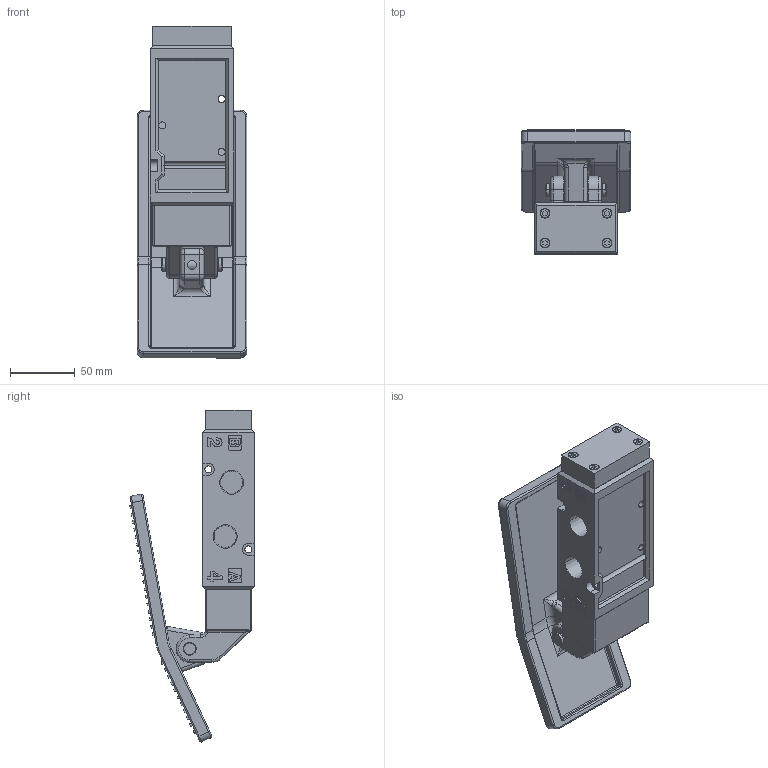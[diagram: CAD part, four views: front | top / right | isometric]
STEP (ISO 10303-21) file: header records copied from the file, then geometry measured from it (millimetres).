
FILE_DESCRIPTION (( 'STEP AP203' ), '1' );
FILE_NAME ('FT630-D.STEP', '2016-01-13T00:31:09', ( 'yrd8' ), ( 'Hewlett-Packard Company' ), 'SwSTEP 2.0', 'SolidWorks 2008', '' );
FILE_SCHEMA (( 'CONFIG_CONTROL_DESIGN' ));
Length unit declared in the file: millimetre
Products named in the file (6): FT630-D; FT6000 Body_晦獄 撲薑; FT7000 Cap_晦獄 撲薑; FT7000 bracket_晦獄 撲薑; FT7000 Shaft_晦獄 撲薑; Foot Penal_晦獄 撲薑
Assembly tree (5 placements, depth 2):
  FT630-D
    FT6000 Body_晦獄 撲薑
    FT7000 bracket_晦獄 撲薑
    Foot Penal_晦獄 撲薑
    FT7000 Cap_晦獄 撲薑
    FT7000 Shaft_晦獄 撲薑
Bounding box: 85 x 96.37 x 257.2 mm (x, y, z)
Volume: 422860.7 mm3; surface area: 131525.2 mm2
Topology: 5 solids, 5 shells, 1206 faces, 3123 edges, 1984 vertices
Faces by surface type: plane 624, cylinder 356, bspline 156, torus 32, cone 28, sphere 10
Entity records: 41786 total; most frequent: CARTESIAN_POINT 12333, ORIENTED_EDGE 6218, DIRECTION 5663, EDGE_CURVE 3109, VERTEX_POINT 1984, VECTOR 1935, LINE 1935, AXIS2_PLACEMENT_3D 1864
